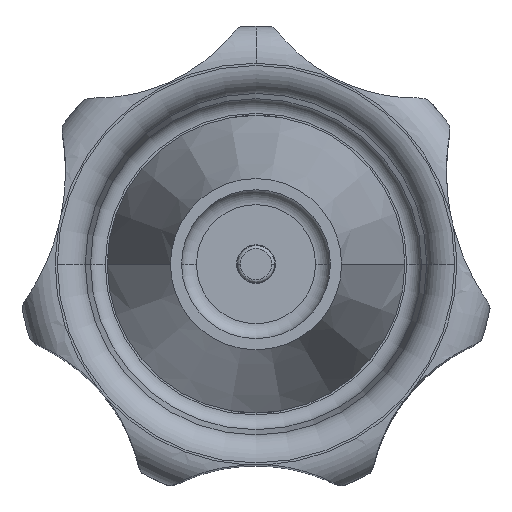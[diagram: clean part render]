
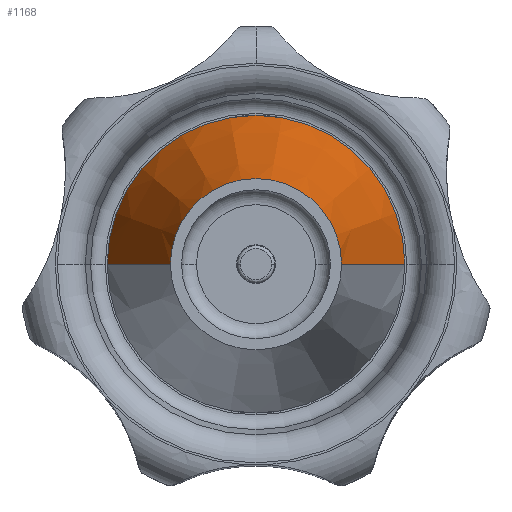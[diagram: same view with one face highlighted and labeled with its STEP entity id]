
A CAD part, front view. The second image highlights one B-rep face of the part: STEP entity #1168.
In plain terms, the highlighted conical face has half-angle 15 degrees and reference radius 10.596 mm.
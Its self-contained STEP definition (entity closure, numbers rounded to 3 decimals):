
#36 = DIRECTION ( 'NONE',  ( 1., 0., 0. ) ) ;
#161 = CARTESIAN_POINT ( 'NONE',  ( -5.75, 0., 0. ) ) ;
#460 = ORIENTED_EDGE ( 'NONE', *, *, #9265, .T. ) ;
#520 = CARTESIAN_POINT ( 'NONE',  ( -10., 15.861, 0. ) ) ;
#818 = AXIS2_PLACEMENT_3D ( 'NONE', #8996, #1058, #3843 ) ;
#1058 = DIRECTION ( 'NONE',  ( 0., 1., 0. ) ) ;
#1084 = CARTESIAN_POINT ( 'NONE',  ( 5.75, 0., 0. ) ) ;
#1105 = EDGE_LOOP ( 'NONE', ( #460, #8457, #3659, #4399 ) ) ;
#1168 = ADVANCED_FACE ( 'NONE', ( #4436 ), #9132, .T. ) ;
#1636 = VERTEX_POINT ( 'NONE', #9774 ) ;
#2062 = DIRECTION ( 'NONE',  ( -0.259, 0.966, 0. ) ) ;
#2308 = EDGE_CURVE ( 'NONE', #1636, #6995, #3808, .T. ) ;
#2442 = DIRECTION ( 'NONE',  ( 0.259, 0.966, 0. ) ) ;
#2558 = DIRECTION ( 'NONE',  ( 0., -1., 0. ) ) ;
#3446 = AXIS2_PLACEMENT_3D ( 'NONE', #4339, #8196, #36 ) ;
#3659 = ORIENTED_EDGE ( 'NONE', *, *, #2308, .T. ) ;
#3808 = CIRCLE ( 'NONE', #8388, 10. ) ;
#3843 = DIRECTION ( 'NONE',  ( 1., 0., 0. ) ) ;
#3942 = DIRECTION ( 'NONE',  ( -1., 0., 0. ) ) ;
#4285 = CIRCLE ( 'NONE', #818, 5.75 ) ;
#4339 = CARTESIAN_POINT ( 'NONE',  ( 0., 18.084, 0. ) ) ;
#4399 = ORIENTED_EDGE ( 'NONE', *, *, #8734, .F. ) ;
#4436 = FACE_OUTER_BOUND ( 'NONE', #1105, .T. ) ;
#4442 = VECTOR ( 'NONE', #2062, 1000. ) ;
#4465 = VECTOR ( 'NONE', #2442, 1000. ) ;
#6735 = EDGE_CURVE ( 'NONE', #8370, #1636, #9216, .T. ) ;
#6995 = VERTEX_POINT ( 'NONE', #520 ) ;
#7356 = LINE ( 'NONE', #7955, #4442 ) ;
#7683 = CARTESIAN_POINT ( 'NONE',  ( 10.596, 18.084, 0. ) ) ;
#7731 = VERTEX_POINT ( 'NONE', #161 ) ;
#7955 = CARTESIAN_POINT ( 'NONE',  ( -10.596, 18.084, 0. ) ) ;
#8196 = DIRECTION ( 'NONE',  ( 0., 1., 0. ) ) ;
#8370 = VERTEX_POINT ( 'NONE', #1084 ) ;
#8388 = AXIS2_PLACEMENT_3D ( 'NONE', #9338, #2558, #3942 ) ;
#8457 = ORIENTED_EDGE ( 'NONE', *, *, #6735, .T. ) ;
#8734 = EDGE_CURVE ( 'NONE', #7731, #6995, #7356, .T. ) ;
#8996 = CARTESIAN_POINT ( 'NONE',  ( 0., 0., 0. ) ) ;
#9132 = CONICAL_SURFACE ( 'NONE', #3446, 10.596, 0.262 ) ;
#9216 = LINE ( 'NONE', #7683, #4465 ) ;
#9265 = EDGE_CURVE ( 'NONE', #7731, #8370, #4285, .T. ) ;
#9338 = CARTESIAN_POINT ( 'NONE',  ( 0., 15.861, 0. ) ) ;
#9774 = CARTESIAN_POINT ( 'NONE',  ( 10., 15.861, 0. ) ) ;
